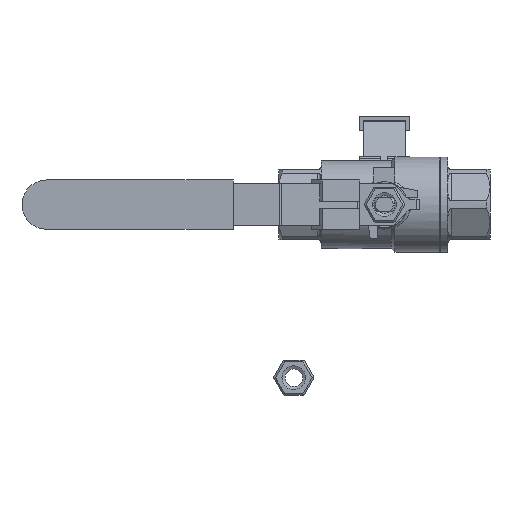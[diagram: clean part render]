
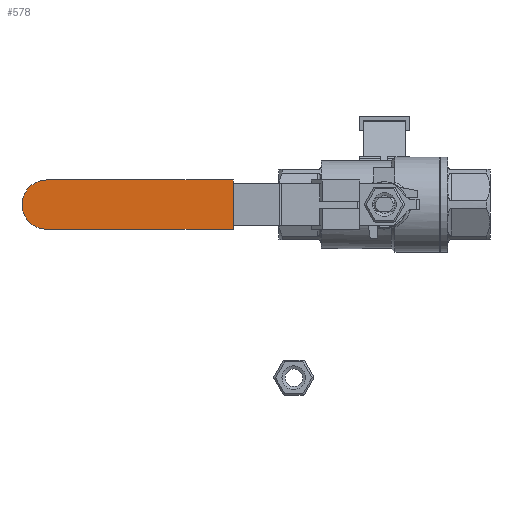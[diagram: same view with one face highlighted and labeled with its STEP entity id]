
A CAD part, left-side view. The second image highlights one B-rep face of the part: STEP entity #578.
In plain terms, the highlighted face is planar.
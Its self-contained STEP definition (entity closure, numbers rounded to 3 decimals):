
#578 = ADVANCED_FACE( '', ( #1216 ), #1217, .F. );
#1216 = FACE_OUTER_BOUND( '', #2185, .T. );
#1217 = PLANE( '', #2186 );
#2185 = EDGE_LOOP( '', ( #3751, #3752, #3753, #3754 ) );
#2186 = AXIS2_PLACEMENT_3D( '', #3755, #3756, #3757 );
#3751 = ORIENTED_EDGE( '', *, *, #4830, .T. );
#3752 = ORIENTED_EDGE( '', *, *, #4831, .T. );
#3753 = ORIENTED_EDGE( '', *, *, #4394, .T. );
#3754 = ORIENTED_EDGE( '', *, *, #4221, .F. );
#3755 = CARTESIAN_POINT( '', ( -7., 60., 2. ) );
#3756 = DIRECTION( '', ( 0., 0., -1. ) );
#3757 = DIRECTION( '', ( -1., 0., 0. ) );
#4221 = EDGE_CURVE( '', #4956, #4958, #4959, .T. );
#4394 = EDGE_CURVE( '', #5256, #4958, #5259, .T. );
#4830 = EDGE_CURVE( '', #4956, #5875, #5876, .F. );
#4831 = EDGE_CURVE( '', #5875, #5256, #5877, .T. );
#4956 = VERTEX_POINT( '', #6028 );
#4958 = VERTEX_POINT( '', #6031 );
#4959 = LINE( '', #6032, #6033 );
#5256 = VERTEX_POINT( '', #6954 );
#5259 = LINE( '', #6959, #6960 );
#5875 = VERTEX_POINT( '', #8302 );
#5876 = CIRCLE( '', #8303, 7. );
#5877 = LINE( '', #8304, #8305 );
#6028 = CARTESIAN_POINT( '', ( 7., 53., 2. ) );
#6031 = CARTESIAN_POINT( '', ( 7., 0., 2. ) );
#6032 = CARTESIAN_POINT( '', ( 7., 60., 2. ) );
#6033 = VECTOR( '', #8478, 1000. );
#6954 = CARTESIAN_POINT( '', ( -7., 0., 2. ) );
#6959 = CARTESIAN_POINT( '', ( -7., 0., 2. ) );
#6960 = VECTOR( '', #8670, 1000. );
#8302 = CARTESIAN_POINT( '', ( -7., 53., 2. ) );
#8303 = AXIS2_PLACEMENT_3D( '', #9078, #9079, #9080 );
#8304 = CARTESIAN_POINT( '', ( -7., 60., 2. ) );
#8305 = VECTOR( '', #9081, 1000. );
#8478 = DIRECTION( '', ( 0., -1., 0. ) );
#8670 = DIRECTION( '', ( 1., 0., 0. ) );
#9078 = CARTESIAN_POINT( '', ( 0., 53., 2. ) );
#9079 = DIRECTION( '', ( 0., 0., -1. ) );
#9080 = DIRECTION( '', ( -1., 0., 0. ) );
#9081 = DIRECTION( '', ( 0., -1., 0. ) );
